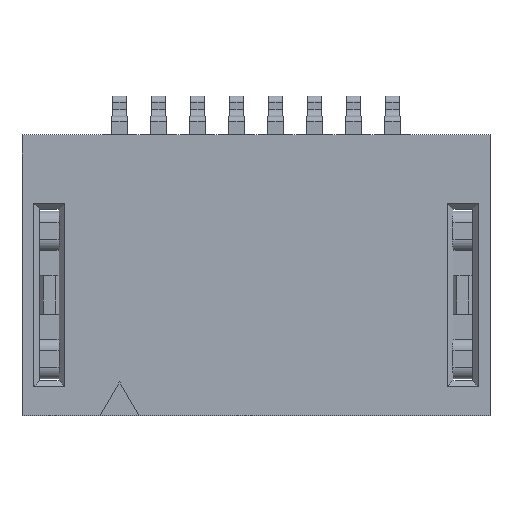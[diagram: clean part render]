
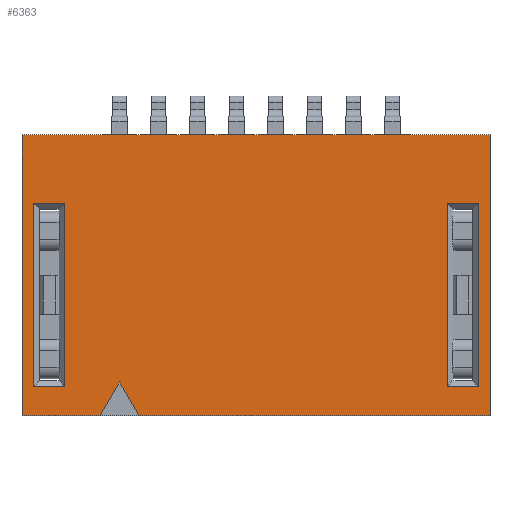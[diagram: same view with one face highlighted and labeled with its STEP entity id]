
A CAD part, top view. The second image highlights one B-rep face of the part: STEP entity #6363.
In plain terms, the highlighted planar face has unit normal (0, 0, 1).
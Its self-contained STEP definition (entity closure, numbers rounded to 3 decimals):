
#358=ORIENTED_EDGE('',*,*,#2284,.T.);
#359=ORIENTED_EDGE('',*,*,#2285,.T.);
#360=ORIENTED_EDGE('',*,*,#2286,.T.);
#361=ORIENTED_EDGE('',*,*,#2287,.T.);
#362=ORIENTED_EDGE('',*,*,#2288,.T.);
#363=ORIENTED_EDGE('',*,*,#2289,.T.);
#364=ORIENTED_EDGE('',*,*,#2290,.T.);
#365=ORIENTED_EDGE('',*,*,#2291,.T.);
#366=ORIENTED_EDGE('',*,*,#2292,.F.);
#367=ORIENTED_EDGE('',*,*,#2293,.T.);
#368=ORIENTED_EDGE('',*,*,#2294,.T.);
#369=ORIENTED_EDGE('',*,*,#2295,.F.);
#370=ORIENTED_EDGE('',*,*,#2296,.T.);
#371=ORIENTED_EDGE('',*,*,#2297,.T.);
#372=ORIENTED_EDGE('',*,*,#2298,.F.);
#2284=EDGE_CURVE('',#3247,#3248,#3865,.T.);
#2285=EDGE_CURVE('',#3248,#3249,#3866,.T.);
#2286=EDGE_CURVE('',#3249,#3250,#3867,.T.);
#2287=EDGE_CURVE('',#3250,#3247,#3868,.T.);
#2288=EDGE_CURVE('',#3251,#3252,#3869,.T.);
#2289=EDGE_CURVE('',#3252,#3253,#3870,.T.);
#2290=EDGE_CURVE('',#3253,#3254,#3871,.T.);
#2291=EDGE_CURVE('',#3254,#3251,#3872,.T.);
#2292=EDGE_CURVE('',#3255,#3256,#3873,.T.);
#2293=EDGE_CURVE('',#3255,#3257,#3874,.T.);
#2294=EDGE_CURVE('',#3257,#3258,#3875,.T.);
#2295=EDGE_CURVE('',#3259,#3258,#3876,.T.);
#2296=EDGE_CURVE('',#3259,#3260,#3877,.T.);
#2297=EDGE_CURVE('',#3260,#3261,#3878,.T.);
#2298=EDGE_CURVE('',#3256,#3261,#3879,.T.);
#3247=VERTEX_POINT('',#10088);
#3248=VERTEX_POINT('',#10089);
#3249=VERTEX_POINT('',#10091);
#3250=VERTEX_POINT('',#10093);
#3251=VERTEX_POINT('',#10096);
#3252=VERTEX_POINT('',#10097);
#3253=VERTEX_POINT('',#10099);
#3254=VERTEX_POINT('',#10101);
#3255=VERTEX_POINT('',#10104);
#3256=VERTEX_POINT('',#10105);
#3257=VERTEX_POINT('',#10107);
#3258=VERTEX_POINT('',#10109);
#3259=VERTEX_POINT('',#10111);
#3260=VERTEX_POINT('',#10113);
#3261=VERTEX_POINT('',#10115);
#3865=LINE('',#10087,#4662);
#3866=LINE('',#10090,#4663);
#3867=LINE('',#10092,#4664);
#3868=LINE('',#10094,#4665);
#3869=LINE('',#10095,#4666);
#3870=LINE('',#10098,#4667);
#3871=LINE('',#10100,#4668);
#3872=LINE('',#10102,#4669);
#3873=LINE('',#10103,#4670);
#3874=LINE('',#10106,#4671);
#3875=LINE('',#10108,#4672);
#3876=LINE('',#10110,#4673);
#3877=LINE('',#10112,#4674);
#3878=LINE('',#10114,#4675);
#3879=LINE('',#10116,#4676);
#4662=VECTOR('',#8248,1000.);
#4663=VECTOR('',#8249,1000.);
#4664=VECTOR('',#8250,1000.);
#4665=VECTOR('',#8251,1000.);
#4666=VECTOR('',#8252,1000.);
#4667=VECTOR('',#8253,1000.);
#4668=VECTOR('',#8254,1000.);
#4669=VECTOR('',#8255,1000.);
#4670=VECTOR('',#8256,1000.);
#4671=VECTOR('',#8257,1000.);
#4672=VECTOR('',#8258,1000.);
#4673=VECTOR('',#8259,1000.);
#4674=VECTOR('',#8260,1000.);
#4675=VECTOR('',#8261,1000.);
#4676=VECTOR('',#8262,1000.);
#5435=EDGE_LOOP('',(#358,#359,#360,#361));
#5436=EDGE_LOOP('',(#362,#363,#364,#365));
#5437=EDGE_LOOP('',(#366,#367,#368,#369,#370,#371,#372));
#5778=FACE_BOUND('',#5435,.T.);
#5779=FACE_BOUND('',#5436,.T.);
#5780=FACE_BOUND('',#5437,.T.);
#6117=PLANE('',#7701);
#6363=ADVANCED_FACE('',(#5778,#5779,#5780),#6117,.T.);
#7701=AXIS2_PLACEMENT_3D('',#10086,#8246,#8247);
#8246=DIRECTION('',(0.,0.,1.));
#8247=DIRECTION('',(0.,-1.,0.));
#8248=DIRECTION('',(-1.,0.,0.));
#8249=DIRECTION('',(0.,1.,0.));
#8250=DIRECTION('',(1.,0.,0.));
#8251=DIRECTION('',(0.,-1.,0.));
#8252=DIRECTION('',(0.,1.,0.));
#8253=DIRECTION('',(1.,0.,0.));
#8254=DIRECTION('',(0.,-1.,0.));
#8255=DIRECTION('',(-1.,0.,0.));
#8256=DIRECTION('',(-1.,0.,0.));
#8257=DIRECTION('',(0.5,0.866,0.));
#8258=DIRECTION('',(0.5,-0.866,0.));
#8259=DIRECTION('',(-1.,0.,0.));
#8260=DIRECTION('',(0.,1.,0.));
#8261=DIRECTION('',(-1.,0.,0.));
#8262=DIRECTION('',(0.,1.,0.));
#10086=CARTESIAN_POINT('',(3.,-1.8,0.58));
#10087=CARTESIAN_POINT('',(2.525,-1.425,0.58));
#10088=CARTESIAN_POINT('',(2.85,-1.425,0.58));
#10089=CARTESIAN_POINT('',(2.45,-1.425,0.58));
#10090=CARTESIAN_POINT('',(2.45,0.85,0.58));
#10091=CARTESIAN_POINT('',(2.45,0.925,0.58));
#10092=CARTESIAN_POINT('',(2.775,0.925,0.58));
#10093=CARTESIAN_POINT('',(2.85,0.925,0.58));
#10094=CARTESIAN_POINT('',(2.85,-1.35,0.58));
#10095=CARTESIAN_POINT('',(-2.85,-1.8,0.58));
#10096=CARTESIAN_POINT('',(-2.85,-1.425,0.58));
#10097=CARTESIAN_POINT('',(-2.85,0.925,0.58));
#10098=CARTESIAN_POINT('',(3.,0.925,0.58));
#10099=CARTESIAN_POINT('',(-2.45,0.925,0.58));
#10100=CARTESIAN_POINT('',(-2.45,-1.8,0.58));
#10101=CARTESIAN_POINT('',(-2.45,-1.425,0.58));
#10102=CARTESIAN_POINT('',(3.,-1.425,0.58));
#10103=CARTESIAN_POINT('',(3.,-1.8,0.58));
#10104=CARTESIAN_POINT('',(-2.,-1.8,0.58));
#10105=CARTESIAN_POINT('',(-3.,-1.8,0.58));
#10106=CARTESIAN_POINT('',(-2.,-1.8,0.58));
#10107=CARTESIAN_POINT('',(-1.75,-1.367,0.58));
#10108=CARTESIAN_POINT('',(-1.75,-1.367,0.58));
#10109=CARTESIAN_POINT('',(-1.5,-1.8,0.58));
#10110=CARTESIAN_POINT('',(3.,-1.8,0.58));
#10111=CARTESIAN_POINT('',(3.,-1.8,0.58));
#10112=CARTESIAN_POINT('',(3.,-1.8,0.58));
#10113=CARTESIAN_POINT('',(3.,1.8,0.58));
#10114=CARTESIAN_POINT('',(3.,1.8,0.58));
#10115=CARTESIAN_POINT('',(-3.,1.8,0.58));
#10116=CARTESIAN_POINT('',(-3.,-1.8,0.58));
